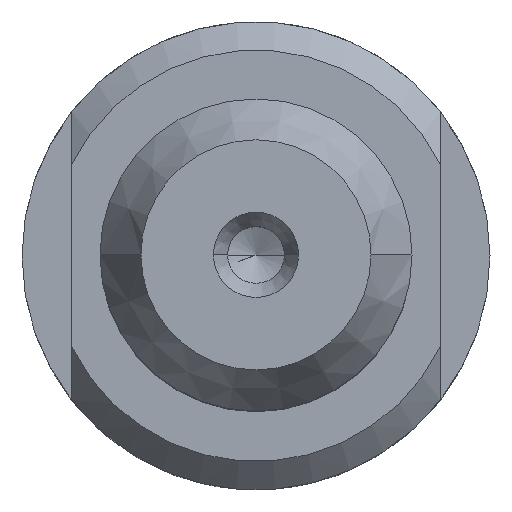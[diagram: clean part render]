
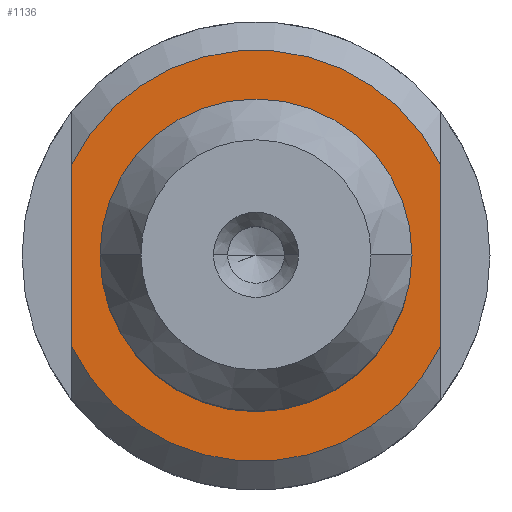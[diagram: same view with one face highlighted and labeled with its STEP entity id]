
A CAD part, top view. The second image highlights one B-rep face of the part: STEP entity #1136.
In plain terms, the highlighted planar face has unit normal (0, 0, 1).
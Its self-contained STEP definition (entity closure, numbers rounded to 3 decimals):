
#44 = EDGE_CURVE ( 'NONE', #311, #181, #1162, .T. ) ;
#71 = DIRECTION ( 'NONE',  ( 1., 0., 0. ) ) ;
#77 = AXIS2_PLACEMENT_3D ( 'NONE', #835, #451, #320 ) ;
#158 = LINE ( 'NONE', #600, #1456 ) ;
#181 = VERTEX_POINT ( 'NONE', #775 ) ;
#257 = VERTEX_POINT ( 'NONE', #643 ) ;
#284 = EDGE_CURVE ( 'NONE', #1034, #578, #663, .T. ) ;
#300 = FACE_BOUND ( 'NONE', #1554, .T. ) ;
#311 = VERTEX_POINT ( 'NONE', #435 ) ;
#320 = DIRECTION ( 'NONE',  ( 1., 0., 0. ) ) ;
#325 = AXIS2_PLACEMENT_3D ( 'NONE', #1578, #1167, #71 ) ;
#338 = EDGE_CURVE ( 'NONE', #257, #1232, #680, .T. ) ;
#349 = DIRECTION ( 'NONE',  ( 0., 0., 1. ) ) ;
#360 = CARTESIAN_POINT ( 'NONE',  ( 0., 0., 25. ) ) ;
#376 = CARTESIAN_POINT ( 'NONE',  ( -5.5, 0., 25. ) ) ;
#401 = EDGE_CURVE ( 'NONE', #1232, #257, #1419, .T. ) ;
#426 = EDGE_LOOP ( 'NONE', ( #531, #913, #1105, #975 ) ) ;
#435 = CARTESIAN_POINT ( 'NONE',  ( 6.5, 3.211, 25. ) ) ;
#451 = DIRECTION ( 'NONE',  ( 0., 0., 1. ) ) ;
#478 = CARTESIAN_POINT ( 'NONE',  ( 6.5, -3.211, 25. ) ) ;
#484 = CARTESIAN_POINT ( 'NONE',  ( 0., 0., 25. ) ) ;
#507 = PLANE ( 'NONE',  #589 ) ;
#512 = DIRECTION ( 'NONE',  ( 1., 0., 0. ) ) ;
#531 = ORIENTED_EDGE ( 'NONE', *, *, #44, .T. ) ;
#548 = EDGE_CURVE ( 'NONE', #181, #1034, #158, .T. ) ;
#578 = VERTEX_POINT ( 'NONE', #478 ) ;
#589 = AXIS2_PLACEMENT_3D ( 'NONE', #1259, #630, #512 ) ;
#592 = DIRECTION ( 'NONE',  ( 0., -1., 0. ) ) ;
#600 = CARTESIAN_POINT ( 'NONE',  ( -6.5, 0., 25. ) ) ;
#630 = DIRECTION ( 'NONE',  ( 0., 0., 1. ) ) ;
#643 = CARTESIAN_POINT ( 'NONE',  ( 5.5, 0., 25. ) ) ;
#663 = CIRCLE ( 'NONE', #77, 7.25 ) ;
#669 = EDGE_CURVE ( 'NONE', #578, #311, #779, .T. ) ;
#680 = CIRCLE ( 'NONE', #325, 5.5 ) ;
#752 = DIRECTION ( 'NONE',  ( 1., 0., 0. ) ) ;
#775 = CARTESIAN_POINT ( 'NONE',  ( -6.5, 3.211, 25. ) ) ;
#779 = LINE ( 'NONE', #1591, #1040 ) ;
#835 = CARTESIAN_POINT ( 'NONE',  ( 0., 0., 25. ) ) ;
#840 = DIRECTION ( 'NONE',  ( 0., 1., 0. ) ) ;
#879 = DIRECTION ( 'NONE',  ( 0., 0., -1. ) ) ;
#913 = ORIENTED_EDGE ( 'NONE', *, *, #548, .T. ) ;
#963 = ORIENTED_EDGE ( 'NONE', *, *, #401, .T. ) ;
#975 = ORIENTED_EDGE ( 'NONE', *, *, #669, .T. ) ;
#993 = ORIENTED_EDGE ( 'NONE', *, *, #338, .T. ) ;
#1005 = FACE_OUTER_BOUND ( 'NONE', #426, .T. ) ;
#1034 = VERTEX_POINT ( 'NONE', #1490 ) ;
#1040 = VECTOR ( 'NONE', #840, 1000. ) ;
#1093 = AXIS2_PLACEMENT_3D ( 'NONE', #484, #879, #1605 ) ;
#1105 = ORIENTED_EDGE ( 'NONE', *, *, #284, .T. ) ;
#1136 = ADVANCED_FACE ( 'NONE', ( #300, #1005 ), #507, .T. ) ;
#1162 = CIRCLE ( 'NONE', #1540, 7.25 ) ;
#1167 = DIRECTION ( 'NONE',  ( 0., 0., -1. ) ) ;
#1232 = VERTEX_POINT ( 'NONE', #376 ) ;
#1259 = CARTESIAN_POINT ( 'NONE',  ( 0., 0., 25. ) ) ;
#1419 = CIRCLE ( 'NONE', #1093, 5.5 ) ;
#1456 = VECTOR ( 'NONE', #592, 1000. ) ;
#1490 = CARTESIAN_POINT ( 'NONE',  ( -6.5, -3.211, 25. ) ) ;
#1540 = AXIS2_PLACEMENT_3D ( 'NONE', #360, #349, #752 ) ;
#1554 = EDGE_LOOP ( 'NONE', ( #993, #963 ) ) ;
#1578 = CARTESIAN_POINT ( 'NONE',  ( 0., 0., 25. ) ) ;
#1591 = CARTESIAN_POINT ( 'NONE',  ( 6.5, 0., 25. ) ) ;
#1605 = DIRECTION ( 'NONE',  ( 1., 0., 0. ) ) ;
